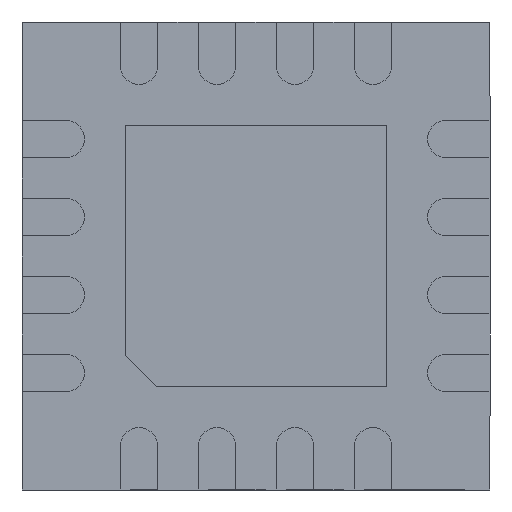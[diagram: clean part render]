
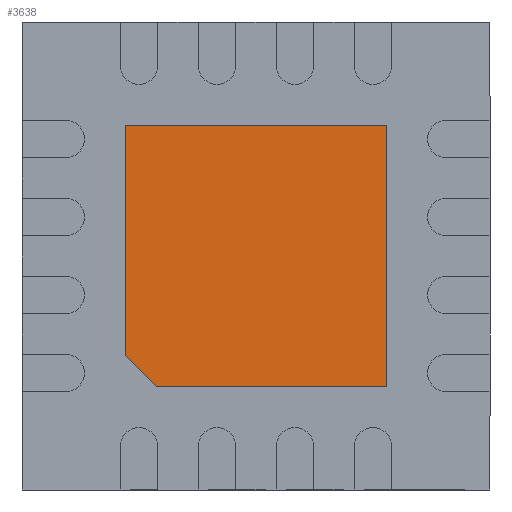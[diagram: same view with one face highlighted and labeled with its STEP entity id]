
A CAD part, front view. The second image highlights one B-rep face of the part: STEP entity #3638.
In plain terms, the highlighted planar face has unit normal (0, -1, 0).
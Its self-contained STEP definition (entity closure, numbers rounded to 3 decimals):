
#43 = DIRECTION ( 'NONE',  ( 0., 0., -1. ) ) ;
#157 = CARTESIAN_POINT ( 'NONE',  ( 0.838, 0., 0.838 ) ) ;
#625 = ORIENTED_EDGE ( 'NONE', *, *, #3470, .T. ) ;
#628 = PLANE ( 'NONE',  #641 ) ;
#641 = AXIS2_PLACEMENT_3D ( 'NONE', #2371, #1112, #2034 ) ;
#674 = ORIENTED_EDGE ( 'NONE', *, *, #3108, .T. ) ;
#703 = VERTEX_POINT ( 'NONE', #1360 ) ;
#801 = VERTEX_POINT ( 'NONE', #2569 ) ;
#956 = CARTESIAN_POINT ( 'NONE',  ( -0.837, 0., -0.838 ) ) ;
#1022 = ORIENTED_EDGE ( 'NONE', *, *, #1614, .T. ) ;
#1112 = DIRECTION ( 'NONE',  ( 0., -1., 0. ) ) ;
#1339 = VECTOR ( 'NONE', #4247, 1000. ) ;
#1360 = CARTESIAN_POINT ( 'NONE',  ( -0.837, 0., 0.837 ) ) ;
#1420 = CARTESIAN_POINT ( 'NONE',  ( 0.838, 0., -0.838 ) ) ;
#1570 = VERTEX_POINT ( 'NONE', #2467 ) ;
#1608 = CARTESIAN_POINT ( 'NONE',  ( -0.737, 0., -0.738 ) ) ;
#1614 = EDGE_CURVE ( 'NONE', #1570, #703, #3366, .T. ) ;
#1655 = EDGE_LOOP ( 'NONE', ( #625, #2587, #4808, #674, #1022 ) ) ;
#2034 = DIRECTION ( 'NONE',  ( 0., 0., -1. ) ) ;
#2315 = LINE ( 'NONE', #1608, #2548 ) ;
#2371 = CARTESIAN_POINT ( 'NONE',  ( 0., 0., 0. ) ) ;
#2378 = VECTOR ( 'NONE', #4555, 1000. ) ;
#2410 = DIRECTION ( 'NONE',  ( 0.707, 0., -0.707 ) ) ;
#2458 = LINE ( 'NONE', #1420, #2378 ) ;
#2467 = CARTESIAN_POINT ( 'NONE',  ( 0.838, 0., 0.838 ) ) ;
#2548 = VECTOR ( 'NONE', #2410, 1000. ) ;
#2569 = CARTESIAN_POINT ( 'NONE',  ( -0.637, 0., -0.838 ) ) ;
#2587 = ORIENTED_EDGE ( 'NONE', *, *, #5387, .T. ) ;
#2680 = LINE ( 'NONE', #3389, #2805 ) ;
#2748 = EDGE_CURVE ( 'NONE', #801, #5728, #2680, .T. ) ;
#2805 = VECTOR ( 'NONE', #4824, 1000. ) ;
#3020 = VECTOR ( 'NONE', #43, 1000. ) ;
#3108 = EDGE_CURVE ( 'NONE', #5728, #1570, #2458, .T. ) ;
#3366 = LINE ( 'NONE', #157, #1339 ) ;
#3389 = CARTESIAN_POINT ( 'NONE',  ( 0.838, 0., -0.838 ) ) ;
#3403 = VERTEX_POINT ( 'NONE', #5369 ) ;
#3470 = EDGE_CURVE ( 'NONE', #703, #3403, #4927, .T. ) ;
#3638 = ADVANCED_FACE ( 'NONE', ( #5070 ), #628, .T. ) ;
#4247 = DIRECTION ( 'NONE',  ( -1., 0., 0. ) ) ;
#4555 = DIRECTION ( 'NONE',  ( 0., 0., 1. ) ) ;
#4804 = CARTESIAN_POINT ( 'NONE',  ( 0.838, 0., -0.838 ) ) ;
#4808 = ORIENTED_EDGE ( 'NONE', *, *, #2748, .T. ) ;
#4824 = DIRECTION ( 'NONE',  ( 1., 0., 0. ) ) ;
#4927 = LINE ( 'NONE', #956, #3020 ) ;
#5070 = FACE_OUTER_BOUND ( 'NONE', #1655, .T. ) ;
#5369 = CARTESIAN_POINT ( 'NONE',  ( -0.837, 0., -0.638 ) ) ;
#5387 = EDGE_CURVE ( 'NONE', #3403, #801, #2315, .T. ) ;
#5728 = VERTEX_POINT ( 'NONE', #4804 ) ;
